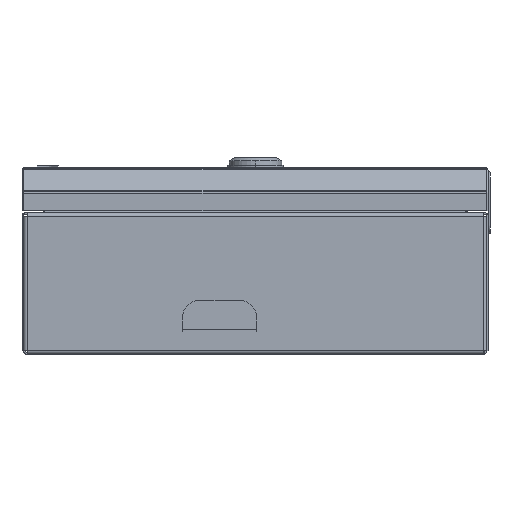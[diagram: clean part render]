
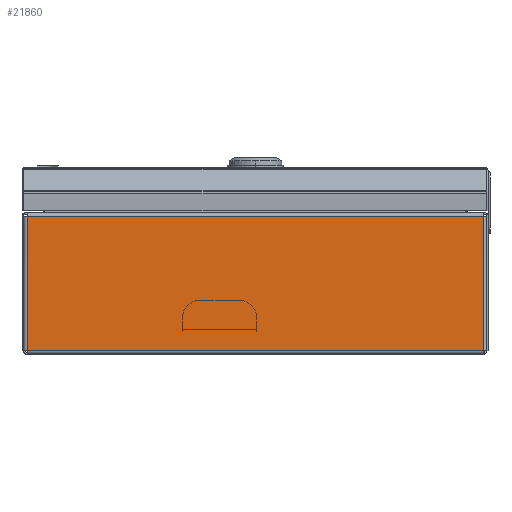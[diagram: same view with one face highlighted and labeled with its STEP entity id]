
A CAD part, left-side view. The second image highlights one B-rep face of the part: STEP entity #21860.
In plain terms, the highlighted planar face has unit normal (-1, 0, 0).
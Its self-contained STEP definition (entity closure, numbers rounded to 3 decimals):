
#283 = CARTESIAN_POINT ( 'NONE',  ( -156.583, -156.944, 72.7 ) ) ;
#1284 = AXIS2_PLACEMENT_3D ( 'NONE', #25390, #27529, #14897 ) ;
#1664 = EDGE_CURVE ( 'NONE', #20828, #26643, #24740, .T. ) ;
#1957 = VECTOR ( 'NONE', #16174, 1000. ) ;
#3208 = DIRECTION ( 'NONE',  ( 0., 0., -1. ) ) ;
#4296 = LINE ( 'NONE', #16857, #25517 ) ;
#4375 = CARTESIAN_POINT ( 'NONE',  ( -156.583, 87.056, 74.7 ) ) ;
#4679 = CARTESIAN_POINT ( 'NONE',  ( -156.583, 87.056, 72.7 ) ) ;
#5603 = ORIENTED_EDGE ( 'NONE', *, *, #26890, .T. ) ;
#6261 = FACE_OUTER_BOUND ( 'NONE', #14732, .T. ) ;
#7938 = VECTOR ( 'NONE', #19490, 1000. ) ;
#8817 = EDGE_CURVE ( 'NONE', #9255, #10808, #13977, .T. ) ;
#9255 = VERTEX_POINT ( 'NONE', #19196 ) ;
#9413 = ORIENTED_EDGE ( 'NONE', *, *, #8817, .T. ) ;
#10578 = PLANE ( 'NONE',  #1284 ) ;
#10808 = VERTEX_POINT ( 'NONE', #22785 ) ;
#13977 = LINE ( 'NONE', #16146, #1957 ) ;
#14732 = EDGE_LOOP ( 'NONE', ( #5603, #15083, #22984, #9413 ) ) ;
#14897 = DIRECTION ( 'NONE',  ( 0., 0., -1. ) ) ;
#15083 = ORIENTED_EDGE ( 'NONE', *, *, #1664, .T. ) ;
#16146 = CARTESIAN_POINT ( 'NONE',  ( -156.583, -156.944, 1. ) ) ;
#16174 = DIRECTION ( 'NONE',  ( 0., 0., 1. ) ) ;
#16857 = CARTESIAN_POINT ( 'NONE',  ( -156.583, 89.056, 1. ) ) ;
#18487 = VECTOR ( 'NONE', #3208, 1000. ) ;
#18999 = DIRECTION ( 'NONE',  ( 0., 1., 0. ) ) ;
#19196 = CARTESIAN_POINT ( 'NONE',  ( -156.583, -156.944, 1. ) ) ;
#19224 = LINE ( 'NONE', #283, #7938 ) ;
#19490 = DIRECTION ( 'NONE',  ( 0., 1., 0. ) ) ;
#20828 = VERTEX_POINT ( 'NONE', #4679 ) ;
#21229 = EDGE_CURVE ( 'NONE', #9255, #26643, #4296, .T. ) ;
#21860 = ADVANCED_FACE ( 'NONE', ( #6261 ), #10578, .F. ) ;
#22785 = CARTESIAN_POINT ( 'NONE',  ( -156.583, -156.944, 72.7 ) ) ;
#22984 = ORIENTED_EDGE ( 'NONE', *, *, #21229, .F. ) ;
#24740 = LINE ( 'NONE', #4375, #18487 ) ;
#25390 = CARTESIAN_POINT ( 'NONE',  ( -156.583, 89.056, 74.7 ) ) ;
#25517 = VECTOR ( 'NONE', #18999, 1000. ) ;
#26643 = VERTEX_POINT ( 'NONE', #27065 ) ;
#26890 = EDGE_CURVE ( 'NONE', #10808, #20828, #19224, .T. ) ;
#27065 = CARTESIAN_POINT ( 'NONE',  ( -156.583, 87.056, 1. ) ) ;
#27529 = DIRECTION ( 'NONE',  ( 1., 0., 0. ) ) ;
